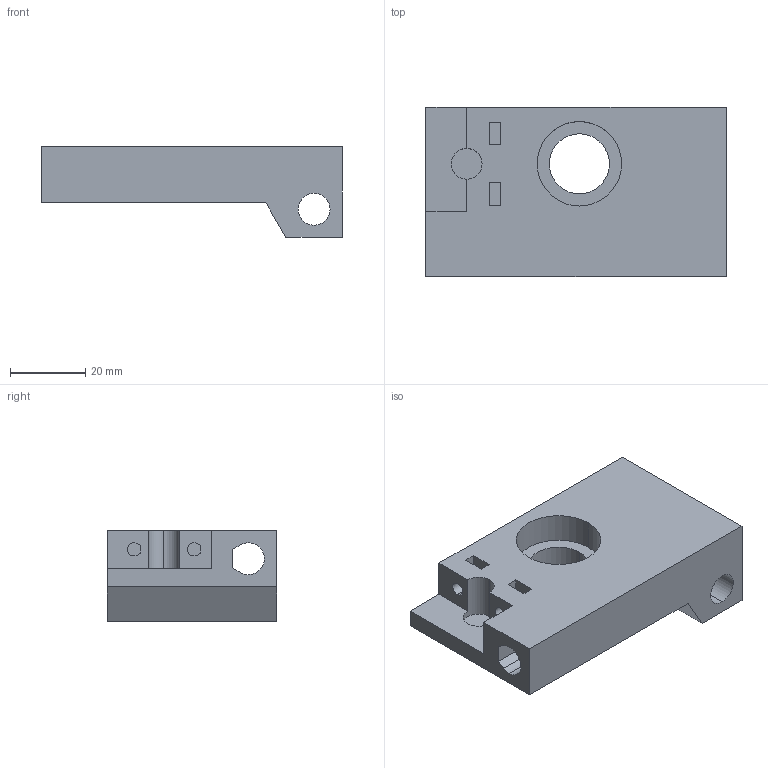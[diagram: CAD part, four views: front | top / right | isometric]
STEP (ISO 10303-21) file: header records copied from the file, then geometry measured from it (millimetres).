
FILE_DESCRIPTION (( 'STEP AP203' ), '1' );
FILE_NAME ('Middle_clamp-Right.STEP', '2016-06-02T16:42:45', ( '' ), ( '' ), 'SwSTEP 2.0', 'SolidWorks 2015', '' );
FILE_SCHEMA (( 'CONFIG_CONTROL_DESIGN' ));
Length unit declared in the file: millimetre
Products named in the file (1): Middle_clamp-Right
Bounding box: 80 x 45 x 24.2 mm (x, y, z)
Volume: 45548.8 mm3; surface area: 16177.5 mm2
Topology: 1 solids, 1 shells, 64 faces, 171 edges, 114 vertices
Faces by surface type: plane 41, cylinder 23
Entity records: 2100 total; most frequent: CARTESIAN_POINT 350, DIRECTION 349, ORIENTED_EDGE 342, EDGE_CURVE 171, VECTOR 123, LINE 123, VERTEX_POINT 114, AXIS2_PLACEMENT_3D 113
